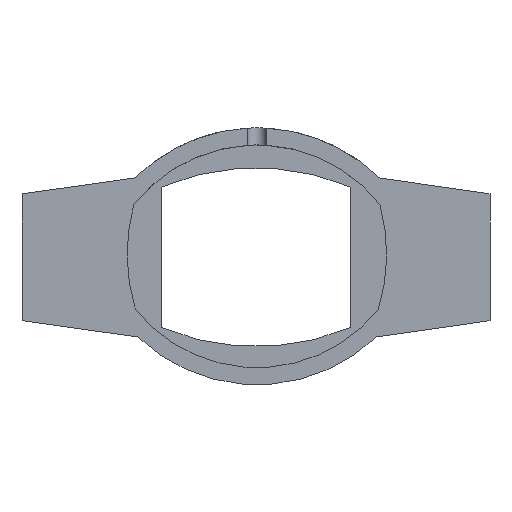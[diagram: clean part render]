
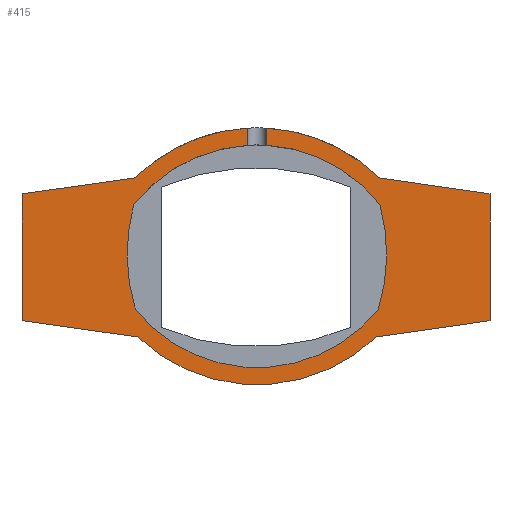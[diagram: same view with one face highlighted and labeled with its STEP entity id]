
A CAD part, front view. The second image highlights one B-rep face of the part: STEP entity #415.
In plain terms, the highlighted planar face has unit normal (0, -1, 0).
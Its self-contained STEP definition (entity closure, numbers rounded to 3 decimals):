
#17=CIRCLE('',#457,10.894);
#19=CIRCLE('',#460,10.976);
#20=CIRCLE('',#461,9.899);
#21=CIRCLE('',#462,11.724);
#22=CIRCLE('',#463,9.817);
#23=CIRCLE('',#464,11.729);
#24=CIRCLE('',#465,9.899);
#25=CIRCLE('',#466,10.976);
#56=FACE_OUTER_BOUND('',#78,.T.);
#78=EDGE_LOOP('',(#312,#313,#314,#315,#316,#317,#318,#319,#320,#321,#322,
#323,#324,#325,#326,#327));
#94=LINE('',#617,#134);
#98=LINE('',#624,#138);
#101=LINE('',#630,#141);
#104=LINE('',#638,#144);
#107=LINE('',#644,#147);
#111=LINE('',#651,#151);
#115=LINE('',#660,#155);
#118=LINE('',#705,#158);
#134=VECTOR('',#493,10.);
#138=VECTOR('',#499,10.);
#141=VECTOR('',#504,10.);
#144=VECTOR('',#509,10.);
#147=VECTOR('',#514,10.);
#151=VECTOR('',#520,10.);
#155=VECTOR('',#526,10.);
#158=VECTOR('',#533,10.);
#174=VERTEX_POINT('',#614);
#175=VERTEX_POINT('',#616);
#177=VERTEX_POINT('',#622);
#179=VERTEX_POINT('',#628);
#182=VERTEX_POINT('',#635);
#183=VERTEX_POINT('',#637);
#185=VERTEX_POINT('',#643);
#187=VERTEX_POINT('',#649);
#189=VERTEX_POINT('',#654);
#191=VERTEX_POINT('',#658);
#194=VERTEX_POINT('',#702);
#195=VERTEX_POINT('',#704);
#196=VERTEX_POINT('',#712);
#197=VERTEX_POINT('',#714);
#198=VERTEX_POINT('',#716);
#199=VERTEX_POINT('',#718);
#214=EDGE_CURVE('',#174,#175,#94,.T.);
#218=EDGE_CURVE('',#177,#174,#98,.T.);
#221=EDGE_CURVE('',#179,#177,#101,.T.);
#224=EDGE_CURVE('',#182,#183,#104,.T.);
#227=EDGE_CURVE('',#183,#185,#107,.T.);
#231=EDGE_CURVE('',#187,#182,#111,.T.);
#235=EDGE_CURVE('',#189,#191,#115,.T.);
#240=EDGE_CURVE('',#195,#194,#118,.T.);
#242=EDGE_CURVE('',#187,#175,#17,.T.);
#244=EDGE_CURVE('',#179,#195,#19,.T.);
#245=EDGE_CURVE('',#194,#196,#20,.T.);
#246=EDGE_CURVE('',#196,#197,#21,.T.);
#247=EDGE_CURVE('',#197,#198,#22,.T.);
#248=EDGE_CURVE('',#198,#199,#23,.T.);
#249=EDGE_CURVE('',#199,#189,#24,.T.);
#250=EDGE_CURVE('',#191,#185,#25,.T.);
#312=ORIENTED_EDGE('',*,*,#242,.T.);
#313=ORIENTED_EDGE('',*,*,#214,.F.);
#314=ORIENTED_EDGE('',*,*,#218,.F.);
#315=ORIENTED_EDGE('',*,*,#221,.F.);
#316=ORIENTED_EDGE('',*,*,#244,.T.);
#317=ORIENTED_EDGE('',*,*,#240,.T.);
#318=ORIENTED_EDGE('',*,*,#245,.T.);
#319=ORIENTED_EDGE('',*,*,#246,.T.);
#320=ORIENTED_EDGE('',*,*,#247,.T.);
#321=ORIENTED_EDGE('',*,*,#248,.T.);
#322=ORIENTED_EDGE('',*,*,#249,.T.);
#323=ORIENTED_EDGE('',*,*,#235,.T.);
#324=ORIENTED_EDGE('',*,*,#250,.T.);
#325=ORIENTED_EDGE('',*,*,#227,.F.);
#326=ORIENTED_EDGE('',*,*,#224,.F.);
#327=ORIENTED_EDGE('',*,*,#231,.F.);
#400=PLANE('',#459);
#415=ADVANCED_FACE('',(#56),#400,.F.);
#457=AXIS2_PLACEMENT_3D('',#708,#537,#538);
#459=AXIS2_PLACEMENT_3D('',#710,#541,#542);
#460=AXIS2_PLACEMENT_3D('',#711,#543,#544);
#461=AXIS2_PLACEMENT_3D('',#713,#545,#546);
#462=AXIS2_PLACEMENT_3D('',#715,#547,#548);
#463=AXIS2_PLACEMENT_3D('',#717,#549,#550);
#464=AXIS2_PLACEMENT_3D('',#719,#551,#552);
#465=AXIS2_PLACEMENT_3D('',#720,#553,#554);
#466=AXIS2_PLACEMENT_3D('',#721,#555,#556);
#493=DIRECTION('',(-0.99,0.,-0.142));
#499=DIRECTION('',(0.,0.,-1.));
#504=DIRECTION('',(0.99,0.,-0.142));
#509=DIRECTION('',(0.,0.,1.));
#514=DIRECTION('',(0.99,0.,0.139));
#520=DIRECTION('',(-0.99,0.,0.139));
#526=DIRECTION('',(0.,0.,1.));
#533=DIRECTION('',(0.,0.,-1.));
#537=DIRECTION('center_axis',(0.,-1.,0.));
#538=DIRECTION('ref_axis',(-0.79,0.,0.613));
#541=DIRECTION('center_axis',(0.,1.,0.));
#542=DIRECTION('ref_axis',(0.,0.,1.));
#543=DIRECTION('center_axis',(0.,-1.,0.));
#544=DIRECTION('ref_axis',(0.797,0.,-0.603));
#545=DIRECTION('center_axis',(0.,1.,0.));
#546=DIRECTION('ref_axis',(-0.785,0.,0.619));
#547=DIRECTION('center_axis',(0.,1.,0.));
#548=DIRECTION('ref_axis',(0.963,0.,0.27));
#549=DIRECTION('center_axis',(0.,1.,0.));
#550=DIRECTION('ref_axis',(0.778,0.,-0.628));
#551=DIRECTION('center_axis',(0.,1.,0.));
#552=DIRECTION('ref_axis',(-0.956,0.,-0.295));
#553=DIRECTION('center_axis',(0.,1.,0.));
#554=DIRECTION('ref_axis',(-0.785,0.,0.619));
#555=DIRECTION('center_axis',(0.,-1.,0.));
#556=DIRECTION('ref_axis',(0.797,0.,-0.603));
#614=CARTESIAN_POINT('',(3.239,0.,-13.934));
#616=CARTESIAN_POINT('',(-3.928,0.,-14.961));
#617=CARTESIAN_POINT('',(3.239,0.,-13.934));
#622=CARTESIAN_POINT('',(3.239,0.,-5.934));
#624=CARTESIAN_POINT('',(3.239,0.,-5.934));
#628=CARTESIAN_POINT('',(-3.745,0.,-4.934));
#630=CARTESIAN_POINT('',(-3.745,0.,-4.934));
#635=CARTESIAN_POINT('',(-26.27,0.,-13.934));
#637=CARTESIAN_POINT('',(-26.27,0.,-5.934));
#638=CARTESIAN_POINT('',(-26.27,0.,-13.934));
#643=CARTESIAN_POINT('',(-19.149,0.,-4.934));
#644=CARTESIAN_POINT('',(-26.27,0.,-5.934));
#649=CARTESIAN_POINT('',(-18.967,0.,-14.96));
#651=CARTESIAN_POINT('',(-18.967,0.,-14.96));
#654=CARTESIAN_POINT('',(-12.065,0.,-2.875));
#658=CARTESIAN_POINT('',(-12.065,0.,-1.796));
#660=CARTESIAN_POINT('',(-12.065,0.,-4.933));
#702=CARTESIAN_POINT('',(-10.865,0.,-2.873));
#704=CARTESIAN_POINT('',(-10.865,0.,-1.794));
#705=CARTESIAN_POINT('',(-10.865,0.,-4.933));
#708=CARTESIAN_POINT('Origin',(-11.447,0.,-7.078));
#710=CARTESIAN_POINT('Origin',(-11.454,0.,-9.865));
#711=CARTESIAN_POINT('Origin',(-11.447,0.,-12.755));
#712=CARTESIAN_POINT('',(-3.708,0.,-6.582));
#713=CARTESIAN_POINT('Origin',(-11.447,0.,-12.755));
#714=CARTESIAN_POINT('',(-3.809,0.,-13.244));
#715=CARTESIAN_POINT('Origin',(-14.997,0.,-9.743));
#716=CARTESIAN_POINT('',(-19.122,0.,-13.2));
#717=CARTESIAN_POINT('Origin',(-11.447,0.,-7.078));
#718=CARTESIAN_POINT('',(-19.221,0.,-6.625));
#719=CARTESIAN_POINT('Origin',(-7.913,0.,-9.743));
#720=CARTESIAN_POINT('Origin',(-11.447,0.,-12.755));
#721=CARTESIAN_POINT('Origin',(-11.447,0.,-12.755));
